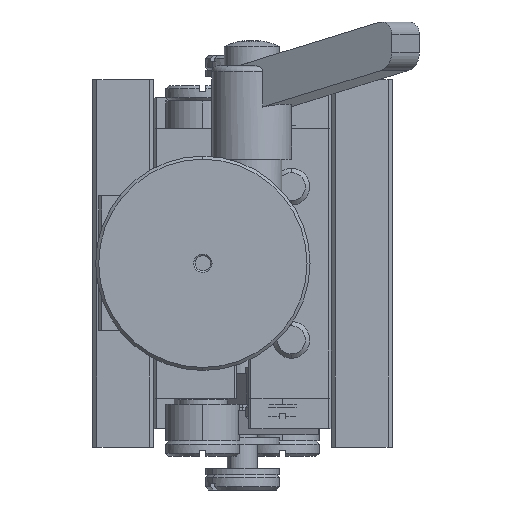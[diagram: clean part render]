
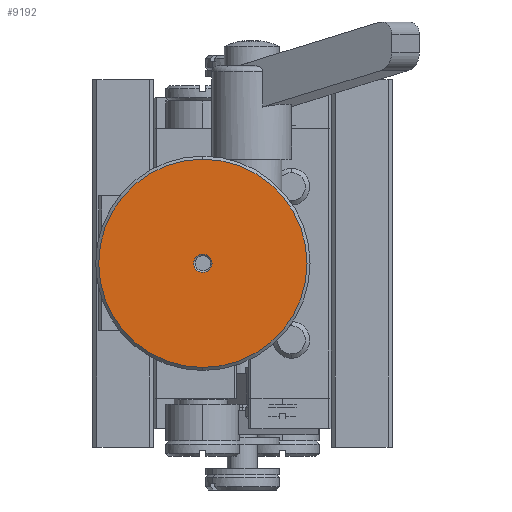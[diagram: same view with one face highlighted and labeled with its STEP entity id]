
A CAD part, left-side view. The second image highlights one B-rep face of the part: STEP entity #9192.
In plain terms, the highlighted planar face has unit normal (-1, 0, 0).
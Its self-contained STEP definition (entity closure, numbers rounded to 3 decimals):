
#946 = CARTESIAN_POINT ( 'NONE',  ( -26.097, 39.888, -4.447 ) ) ;
#1186 = VERTEX_POINT ( 'NONE', #3870 ) ;
#1821 = PLANE ( 'NONE',  #7913 ) ;
#2130 = AXIS2_PLACEMENT_3D ( 'NONE', #22236, #14308, #12274 ) ;
#2450 = DIRECTION ( 'NONE',  ( 0., 0., 1. ) ) ;
#2748 = CARTESIAN_POINT ( 'NONE',  ( -26.097, 39.888, -21.447 ) ) ;
#3358 = VERTEX_POINT ( 'NONE', #19284 ) ;
#3870 = CARTESIAN_POINT ( 'NONE',  ( -26.097, 39.888, 12.553 ) ) ;
#3904 = ORIENTED_EDGE ( 'NONE', *, *, #8050, .F. ) ;
#5083 = VERTEX_POINT ( 'NONE', #11612 ) ;
#6540 = AXIS2_PLACEMENT_3D ( 'NONE', #17421, #6794, #2450 ) ;
#6663 = DIRECTION ( 'NONE',  ( -1., 0., 0. ) ) ;
#6752 = ORIENTED_EDGE ( 'NONE', *, *, #11011, .F. ) ;
#6794 = DIRECTION ( 'NONE',  ( -1., 0., 0. ) ) ;
#7160 = ORIENTED_EDGE ( 'NONE', *, *, #15486, .T. ) ;
#7665 = CARTESIAN_POINT ( 'NONE',  ( -26.097, 39.888, -4.447 ) ) ;
#7913 = AXIS2_PLACEMENT_3D ( 'NONE', #12147, #14316, #8599 ) ;
#8050 = EDGE_CURVE ( 'NONE', #3358, #5083, #26033, .T. ) ;
#8283 = VERTEX_POINT ( 'NONE', #2748 ) ;
#8599 = DIRECTION ( 'NONE',  ( 0., 1., 0. ) ) ;
#8675 = ORIENTED_EDGE ( 'NONE', *, *, #10989, .T. ) ;
#9192 = ADVANCED_FACE ( 'NONE', ( #20468, #10369 ), #1821, .F. ) ;
#9843 = DIRECTION ( 'NONE',  ( 0., 0., 1. ) ) ;
#10025 = CIRCLE ( 'NONE', #13067, 1.5 ) ;
#10369 = FACE_OUTER_BOUND ( 'NONE', #20960, .T. ) ;
#10989 = EDGE_CURVE ( 'NONE', #1186, #8283, #18296, .T. ) ;
#11011 = EDGE_CURVE ( 'NONE', #5083, #3358, #10025, .T. ) ;
#11612 = CARTESIAN_POINT ( 'NONE',  ( -26.097, 39.888, -2.947 ) ) ;
#11806 = CIRCLE ( 'NONE', #24022, 17. ) ;
#12147 = CARTESIAN_POINT ( 'NONE',  ( -26.097, 56.888, -4.447 ) ) ;
#12274 = DIRECTION ( 'NONE',  ( 0., 0., 1. ) ) ;
#13067 = AXIS2_PLACEMENT_3D ( 'NONE', #946, #6663, #19203 ) ;
#14308 = DIRECTION ( 'NONE',  ( -1., 0., 0. ) ) ;
#14316 = DIRECTION ( 'NONE',  ( 1., 0., 0. ) ) ;
#15486 = EDGE_CURVE ( 'NONE', #8283, #1186, #11806, .T. ) ;
#17421 = CARTESIAN_POINT ( 'NONE',  ( -26.097, 39.888, -4.447 ) ) ;
#18296 = CIRCLE ( 'NONE', #6540, 17. ) ;
#18776 = EDGE_LOOP ( 'NONE', ( #6752, #3904 ) ) ;
#19203 = DIRECTION ( 'NONE',  ( 0., 0., 1. ) ) ;
#19284 = CARTESIAN_POINT ( 'NONE',  ( -26.097, 39.888, -5.947 ) ) ;
#20210 = DIRECTION ( 'NONE',  ( -1., 0., 0. ) ) ;
#20468 = FACE_BOUND ( 'NONE', #18776, .T. ) ;
#20960 = EDGE_LOOP ( 'NONE', ( #7160, #8675 ) ) ;
#22236 = CARTESIAN_POINT ( 'NONE',  ( -26.097, 39.888, -4.447 ) ) ;
#24022 = AXIS2_PLACEMENT_3D ( 'NONE', #7665, #20210, #9843 ) ;
#26033 = CIRCLE ( 'NONE', #2130, 1.5 ) ;
